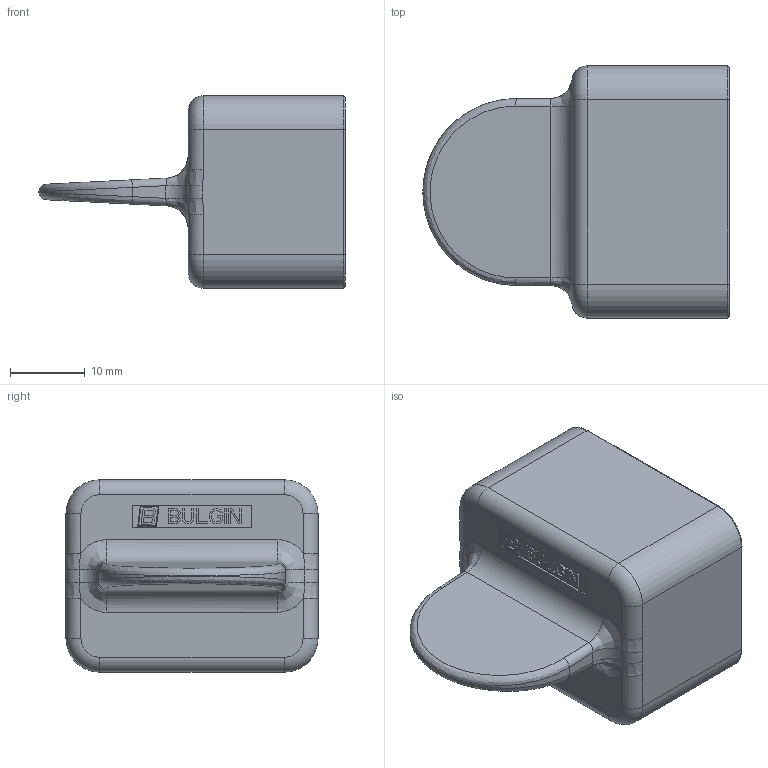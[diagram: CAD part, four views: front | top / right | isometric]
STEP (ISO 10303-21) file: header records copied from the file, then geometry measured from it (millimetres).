
FILE_DESCRIPTION (( 'STEP AP214' ), '1' );
FILE_NAME ('ACACC-BC2-LC_3D.step', '2023-10-17T07:18:03', ( '' ), ( '' ), 'SwSTEP 2.0', 'SolidWorks 2022', '' );
FILE_SCHEMA (( 'AUTOMOTIVE_DESIGN' ));
Length unit declared in the file: millimetre
Products named in the file (1): ACACC-BC2-LC_3D
Bounding box: 41 x 33.75 x 25.75 mm (x, y, z)
Volume: 8015.2 mm3; surface area: 7222.2 mm2
Topology: 1 solids, 1 shells, 292 faces, 760 edges, 488 vertices
Faces by surface type: plane 237, cylinder 33, torus 12, bspline 10
Entity records: 9782 total; most frequent: CARTESIAN_POINT 2685, ORIENTED_EDGE 1520, DIRECTION 1342, EDGE_CURVE 760, VECTOR 664, LINE 664, VERTEX_POINT 488, AXIS2_PLACEMENT_3D 339
